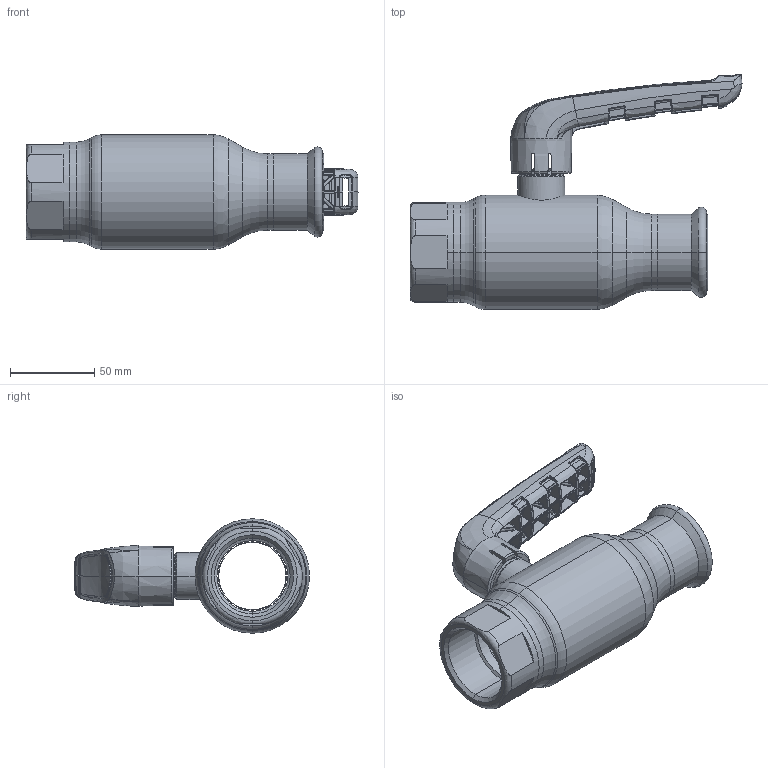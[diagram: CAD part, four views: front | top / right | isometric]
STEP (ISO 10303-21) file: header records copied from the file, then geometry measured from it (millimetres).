
FILE_DESCRIPTION (( 'STEP AP214' ), '1' );
FILE_NAME ('XPR11000 DN40 G1 12 x 42.step', '2018-09-10T11:38:25', ( '' ), ( '' ), 'SwSTEP 2.0', 'SolidWorks 2017', '' );
FILE_SCHEMA (( 'AUTOMOTIVE_DESIGN' ));
Length unit declared in the file: millimetre
Products named in the file (1): XPR11000 DN40 G1 12 x 42
Bounding box: 197.35 x 139.71 x 68 mm (x, y, z)
Surface area: 73593.8 mm2 (no closed solid volume)
Topology: 0 solids, 9 shells, 860 faces, 2772 edges, 1777 vertices
Faces by surface type: bspline 708, plane 51, cylinder 36, cone 28, torus 23, sphere 14
Entity records: 63430 total; most frequent: CARTESIAN_POINT 36398, ORIENTED_EDGE 4488, EDGE_CURVE 2748, B_SPLINE_CURVE_WITH_KNOTS 1903, DIRECTION 1823, VERTEX_POINT 1775, EDGE_LOOP 871, UNCERTAINTY_MEASURE_WITH_UNIT 862
